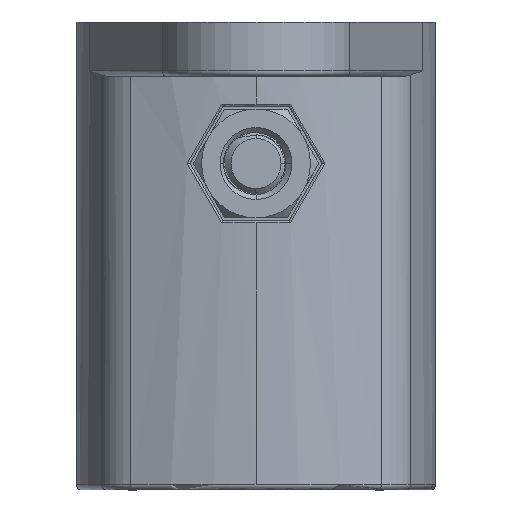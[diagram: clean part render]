
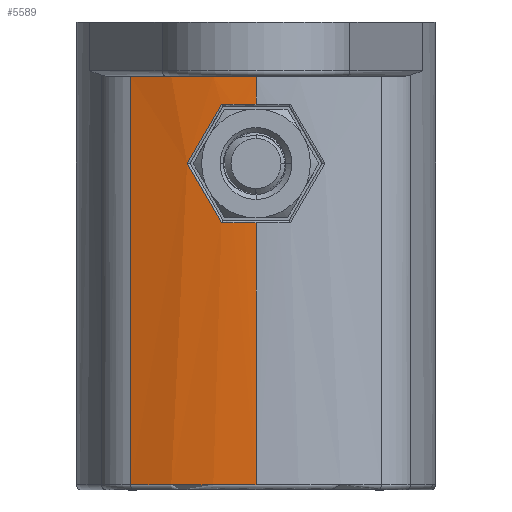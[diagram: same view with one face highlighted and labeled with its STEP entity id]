
A CAD part, left-side view. The second image highlights one B-rep face of the part: STEP entity #5589.
In plain terms, the highlighted cylindrical face has radius 30 mm (diameter 60 mm), a partial arc.
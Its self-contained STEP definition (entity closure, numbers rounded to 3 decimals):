
#1361 = DIRECTION ( 'NONE',  ( 0., 0., -1. ) ) ;
#1435 = CARTESIAN_POINT ( 'NONE',  ( -16.5, 0., 0.5 ) ) ;
#1603 = LINE ( 'NONE', #1715, #9986 ) ;
#1623 = VERTEX_POINT ( 'NONE', #20950 ) ;
#1715 = CARTESIAN_POINT ( 'NONE',  ( -14.206, 11.506, 38. ) ) ;
#2443 = ORIENTED_EDGE ( 'NONE', *, *, #8620, .T. ) ;
#2937 = CARTESIAN_POINT ( 'NONE',  ( -16.051, 5.282, 28.188 ) ) ;
#3259 = CARTESIAN_POINT ( 'NONE',  ( -16.5, 0., 0. ) ) ;
#3766 = DIRECTION ( 'NONE',  ( 0., 0., -1. ) ) ;
#4017 = CIRCLE ( 'NONE', #21080, 30. ) ;
#4075 = B_SPLINE_CURVE_WITH_KNOTS ( 'NONE', 3,
 ( #19734, #2937, #7848, #9736 ),
 .UNSPECIFIED., .F., .F.,
 ( 4, 4 ),
 ( 0., 1. ),
 .UNSPECIFIED. ) ;
#4110 = DIRECTION ( 'NONE',  ( -0.994, 0.106, 0. ) ) ;
#4338 = EDGE_LOOP ( 'NONE', ( #14235, #16455, #7692, #17124, #13952, #21111, #10639, #2443, #17663 ) ) ;
#4904 = DIRECTION ( 'NONE',  ( 0., 0., 1. ) ) ;
#5314 = DIRECTION ( 'NONE',  ( -0.924, -0.384, 0. ) ) ;
#5589 = ADVANCED_FACE ( 'NONE', ( #5916 ), #12731, .T. ) ;
#5753 = CARTESIAN_POINT ( 'NONE',  ( -14.206, 11.506, 38. ) ) ;
#5916 = FACE_OUTER_BOUND ( 'NONE', #4338, .T. ) ;
#6553 = LINE ( 'NONE', #8343, #19338 ) ;
#6650 = EDGE_CURVE ( 'NONE', #9495, #20428, #1603, .T. ) ;
#7042 = EDGE_CURVE ( 'NONE', #7628, #14089, #4075, .T. ) ;
#7320 = CARTESIAN_POINT ( 'NONE',  ( 13.5, 0., 38. ) ) ;
#7569 = EDGE_CURVE ( 'NONE', #7628, #21669, #8054, .T. ) ;
#7574 = CARTESIAN_POINT ( 'NONE',  ( -15.823, 6.335, 30. ) ) ;
#7628 = VERTEX_POINT ( 'NONE', #9448 ) ;
#7692 = ORIENTED_EDGE ( 'NONE', *, *, #20657, .F. ) ;
#7728 = AXIS2_PLACEMENT_3D ( 'NONE', #7320, #17461, #14128 ) ;
#7848 = CARTESIAN_POINT ( 'NONE',  ( -16.22, 4.226, 26.37 ) ) ;
#8054 = B_SPLINE_CURVE_WITH_KNOTS ( 'NONE', 3,
 ( #7574, #19675, #14801, #12919 ),
 .UNSPECIFIED., .F., .F.,
 ( 4, 4 ),
 ( 0., 1. ),
 .UNSPECIFIED. ) ;
#8343 = CARTESIAN_POINT ( 'NONE',  ( -16.5, 0., 0. ) ) ;
#8374 = DIRECTION ( 'NONE',  ( 0., 0., 1. ) ) ;
#8620 = EDGE_CURVE ( 'NONE', #1623, #9495, #14798, .T. ) ;
#9227 = EDGE_CURVE ( 'NONE', #20886, #12968, #15161, .T. ) ;
#9448 = CARTESIAN_POINT ( 'NONE',  ( -15.823, 6.335, 30. ) ) ;
#9495 = VERTEX_POINT ( 'NONE', #5753 ) ;
#9684 = AXIS2_PLACEMENT_3D ( 'NONE', #10793, #17585, #4110 ) ;
#9736 = CARTESIAN_POINT ( 'NONE',  ( -16.332, 3.168, 24.55 ) ) ;
#9986 = VECTOR ( 'NONE', #17077, 1000. ) ;
#10107 = CARTESIAN_POINT ( 'NONE',  ( 13.5, 0., 0.5 ) ) ;
#10597 = CARTESIAN_POINT ( 'NONE',  ( -14.206, 11.506, 0.5 ) ) ;
#10639 = ORIENTED_EDGE ( 'NONE', *, *, #16303, .T. ) ;
#10652 = CARTESIAN_POINT ( 'NONE',  ( -16.332, 3.168, 24.55 ) ) ;
#10793 = CARTESIAN_POINT ( 'NONE',  ( 13.5, 0., 24.55 ) ) ;
#11505 = AXIS2_PLACEMENT_3D ( 'NONE', #21606, #1361, #14932 ) ;
#11527 = CARTESIAN_POINT ( 'NONE',  ( -16.332, 3.168, 35.45 ) ) ;
#11707 = DIRECTION ( 'NONE',  ( -1., 0., 0. ) ) ;
#12678 = VECTOR ( 'NONE', #8374, 1000. ) ;
#12731 = CYLINDRICAL_SURFACE ( 'NONE', #15221, 30. ) ;
#12919 = CARTESIAN_POINT ( 'NONE',  ( -16.332, 3.168, 35.45 ) ) ;
#12968 = VERTEX_POINT ( 'NONE', #20052 ) ;
#13952 = ORIENTED_EDGE ( 'NONE', *, *, #7569, .T. ) ;
#14089 = VERTEX_POINT ( 'NONE', #10652 ) ;
#14128 = DIRECTION ( 'NONE',  ( -0.924, -0.384, 0. ) ) ;
#14235 = ORIENTED_EDGE ( 'NONE', *, *, #14719, .F. ) ;
#14719 = EDGE_CURVE ( 'NONE', #20886, #20428, #4017, .T. ) ;
#14798 = CIRCLE ( 'NONE', #7728, 30. ) ;
#14801 = CARTESIAN_POINT ( 'NONE',  ( -16.207, 4.35, 33.416 ) ) ;
#14806 = EDGE_CURVE ( 'NONE', #20508, #21669, #18261, .T. ) ;
#14932 = DIRECTION ( 'NONE',  ( -0.994, -0.106, 0. ) ) ;
#15161 = LINE ( 'NONE', #3259, #12678 ) ;
#15221 = AXIS2_PLACEMENT_3D ( 'NONE', #18061, #4904, #11707 ) ;
#16303 = EDGE_CURVE ( 'NONE', #20508, #1623, #6553, .T. ) ;
#16455 = ORIENTED_EDGE ( 'NONE', *, *, #9227, .T. ) ;
#17077 = DIRECTION ( 'NONE',  ( 0., 0., -1. ) ) ;
#17124 = ORIENTED_EDGE ( 'NONE', *, *, #7042, .F. ) ;
#17461 = DIRECTION ( 'NONE',  ( 0., 0., -1. ) ) ;
#17585 = DIRECTION ( 'NONE',  ( 0., 0., 1. ) ) ;
#17609 = CARTESIAN_POINT ( 'NONE',  ( -16.5, 0., 35.45 ) ) ;
#17663 = ORIENTED_EDGE ( 'NONE', *, *, #6650, .T. ) ;
#18061 = CARTESIAN_POINT ( 'NONE',  ( 13.5, 0., 0. ) ) ;
#18261 = CIRCLE ( 'NONE', #11505, 30. ) ;
#19260 = CIRCLE ( 'NONE', #9684, 30. ) ;
#19338 = VECTOR ( 'NONE', #20132, 1000. ) ;
#19675 = CARTESIAN_POINT ( 'NONE',  ( -16.024, 5.406, 31.6 ) ) ;
#19734 = CARTESIAN_POINT ( 'NONE',  ( -15.823, 6.335, 30. ) ) ;
#20052 = CARTESIAN_POINT ( 'NONE',  ( -16.5, 0., 24.55 ) ) ;
#20132 = DIRECTION ( 'NONE',  ( 0., 0., 1. ) ) ;
#20428 = VERTEX_POINT ( 'NONE', #10597 ) ;
#20508 = VERTEX_POINT ( 'NONE', #17609 ) ;
#20657 = EDGE_CURVE ( 'NONE', #14089, #12968, #19260, .T. ) ;
#20886 = VERTEX_POINT ( 'NONE', #1435 ) ;
#20950 = CARTESIAN_POINT ( 'NONE',  ( -16.5, 0., 38. ) ) ;
#21080 = AXIS2_PLACEMENT_3D ( 'NONE', #10107, #3766, #5314 ) ;
#21111 = ORIENTED_EDGE ( 'NONE', *, *, #14806, .F. ) ;
#21606 = CARTESIAN_POINT ( 'NONE',  ( 13.5, 0., 35.45 ) ) ;
#21669 = VERTEX_POINT ( 'NONE', #11527 ) ;
